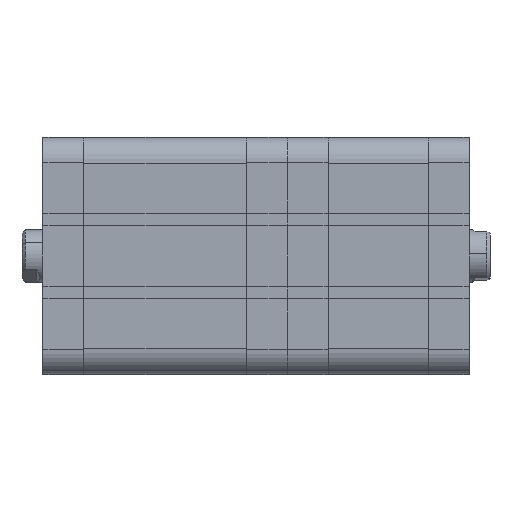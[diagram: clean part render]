
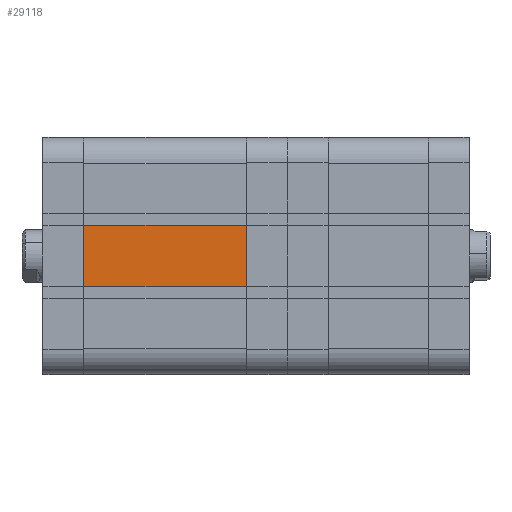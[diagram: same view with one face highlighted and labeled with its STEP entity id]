
A CAD part, front view. The second image highlights one B-rep face of the part: STEP entity #29118.
In plain terms, the highlighted planar face has unit normal (0, -1, 0).
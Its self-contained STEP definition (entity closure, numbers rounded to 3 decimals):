
#1197 = VECTOR ( 'NONE', #12193, 1000. ) ;
#1580 = CARTESIAN_POINT ( 'NONE',  ( 0., -56.75, -56.75 ) ) ;
#4154 = DIRECTION ( 'NONE',  ( -1., 0., 0. ) ) ;
#4498 = EDGE_CURVE ( 'NONE', #11326, #19656, #20833, .T. ) ;
#4669 = DIRECTION ( 'NONE',  ( 0., 0., 1. ) ) ;
#5242 = CARTESIAN_POINT ( 'NONE',  ( 78., -56.75, -56.75 ) ) ;
#7786 = VECTOR ( 'NONE', #9201, 1000. ) ;
#8944 = CARTESIAN_POINT ( 'NONE',  ( 78.001, -56.75, 14.7 ) ) ;
#9201 = DIRECTION ( 'NONE',  ( -1., 0., 0. ) ) ;
#11326 = VERTEX_POINT ( 'NONE', #13853 ) ;
#12193 = DIRECTION ( 'NONE',  ( 0., 0., -1. ) ) ;
#12968 = VERTEX_POINT ( 'NONE', #37071 ) ;
#13853 = CARTESIAN_POINT ( 'NONE',  ( 78., -56.75, -14.7 ) ) ;
#13930 = FACE_OUTER_BOUND ( 'NONE', #27036, .T. ) ;
#14252 = EDGE_CURVE ( 'NONE', #37821, #12968, #16014, .T. ) ;
#15945 = EDGE_CURVE ( 'NONE', #12968, #19656, #25056, .T. ) ;
#16014 = LINE ( 'NONE', #8944, #36248 ) ;
#16233 = ORIENTED_EDGE ( 'NONE', *, *, #4498, .F. ) ;
#16963 = CARTESIAN_POINT ( 'NONE',  ( 0., -56.75, -14.7 ) ) ;
#19656 = VERTEX_POINT ( 'NONE', #16963 ) ;
#20244 = DIRECTION ( 'NONE',  ( 0., 1., 0. ) ) ;
#20297 = EDGE_CURVE ( 'NONE', #37821, #11326, #26809, .T. ) ;
#20833 = LINE ( 'NONE', #26576, #7786 ) ;
#21549 = AXIS2_PLACEMENT_3D ( 'NONE', #5242, #20244, #4669 ) ;
#22477 = VECTOR ( 'NONE', #28239, 1000. ) ;
#23343 = ORIENTED_EDGE ( 'NONE', *, *, #15945, .T. ) ;
#25056 = LINE ( 'NONE', #1580, #22477 ) ;
#26576 = CARTESIAN_POINT ( 'NONE',  ( 78.001, -56.75, -14.7 ) ) ;
#26809 = LINE ( 'NONE', #30154, #1197 ) ;
#27036 = EDGE_LOOP ( 'NONE', ( #34183, #23343, #16233, #33124 ) ) ;
#28239 = DIRECTION ( 'NONE',  ( 0., 0., -1. ) ) ;
#29118 = ADVANCED_FACE ( 'NONE', ( #13930 ), #31734, .F. ) ;
#30154 = CARTESIAN_POINT ( 'NONE',  ( 78., -56.75, -56.75 ) ) ;
#31734 = PLANE ( 'NONE',  #21549 ) ;
#33124 = ORIENTED_EDGE ( 'NONE', *, *, #20297, .F. ) ;
#33328 = CARTESIAN_POINT ( 'NONE',  ( 78., -56.75, 14.7 ) ) ;
#34183 = ORIENTED_EDGE ( 'NONE', *, *, #14252, .T. ) ;
#36248 = VECTOR ( 'NONE', #4154, 1000. ) ;
#37071 = CARTESIAN_POINT ( 'NONE',  ( 0., -56.75, 14.7 ) ) ;
#37821 = VERTEX_POINT ( 'NONE', #33328 ) ;
